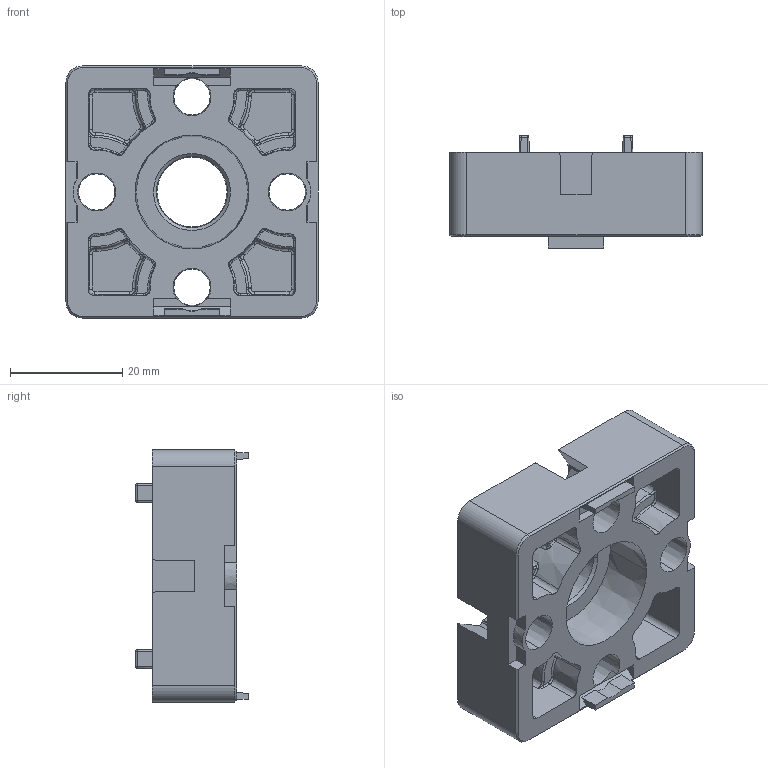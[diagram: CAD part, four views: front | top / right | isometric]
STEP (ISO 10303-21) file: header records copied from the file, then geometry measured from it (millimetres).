
FILE_DESCRIPTION (( 'STEP AP214' ), '1' );
FILE_NAME ('099ea45451012r.STEP', '2016-02-08T13:48:55', ( '' ), ( '' ), 'SwSTEP 2.0', 'SolidWorks 2016', '' );
FILE_SCHEMA (( 'AUTOMOTIVE_DESIGN' ));
Length unit declared in the file: millimetre
Products named in the file (1): 099ea45451012r
Bounding box: 45 x 20.1 x 45 mm (x, y, z)
Volume: 18515.8 mm3; surface area: 10114.8 mm2
Topology: 1 solids, 1 shells, 410 faces, 1035 edges, 604 vertices
Faces by surface type: plane 151, bspline 100, cylinder 56, torus 45, cone 42, sphere 16
Entity records: 14321 total; most frequent: CARTESIAN_POINT 5336, ORIENTED_EDGE 2006, DIRECTION 1686, EDGE_CURVE 1003, AXIS2_PLACEMENT_3D 622, VERTEX_POINT 604, VECTOR 442, LINE 442
